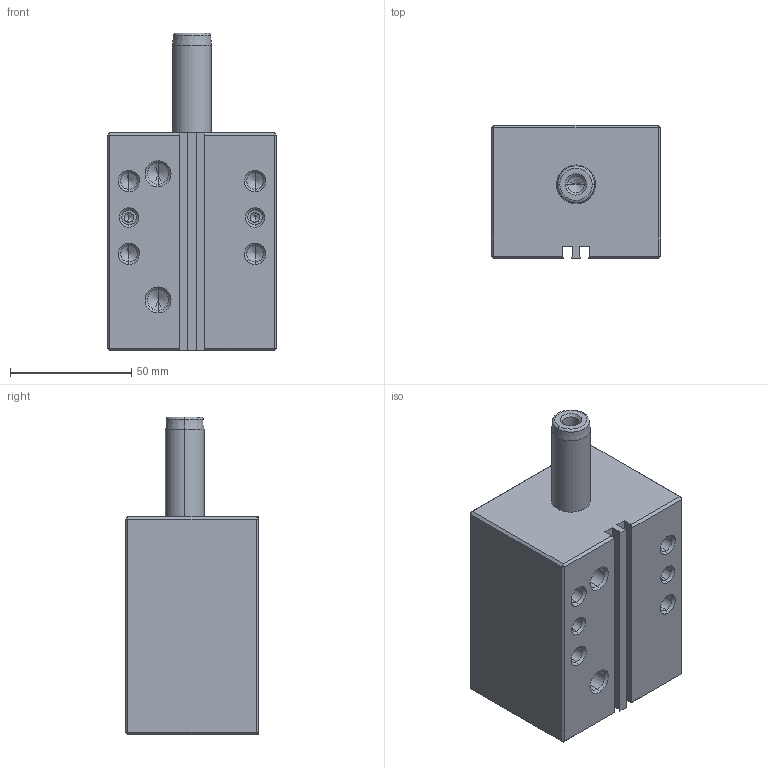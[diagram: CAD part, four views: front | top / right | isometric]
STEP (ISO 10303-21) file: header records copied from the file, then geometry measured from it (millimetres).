
FILE_DESCRIPTION(('CATIA V5 STEP Exchange'),'2;1');
FILE_NAME('SCB_40_TUENKERS.stp','2009-05-18T13:06:45+00:00',('none'),('none'),'CATIA Version 5 Release 16 (IN-10)','CATIA V5 STEP AP203','none');
FILE_SCHEMA(('CONFIG_CONTROL_DESIGN'));
Length unit declared in the file: millimetre
Products named in the file (1): SCB_40_TUENKERS
Bounding box: 70 x 55 x 131 mm (x, y, z)
Volume: 334954.9 mm3; surface area: 42065.2 mm2
Topology: 2 solids, 2 shells, 181 faces, 524 edges, 333 vertices
Faces by surface type: cone 78, plane 51, cylinder 50, torus 2
Entity records: 6870 total; most frequent: CARTESIAN_POINT 2499, ORIENTED_EDGE 972, DIRECTION 726, EDGE_CURVE 486, VERTEX_POINT 333, AXIS2_PLACEMENT_3D 320, VECTOR 226, LINE 226
